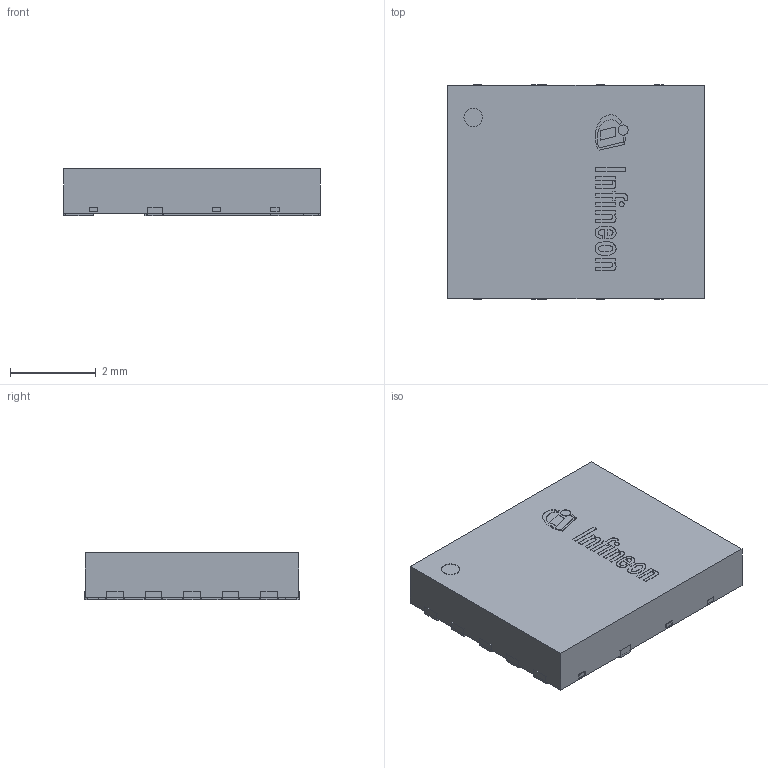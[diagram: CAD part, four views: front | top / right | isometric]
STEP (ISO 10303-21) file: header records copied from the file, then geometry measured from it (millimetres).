
FILE_DESCRIPTION(/* description */ (''),/* implementation_level */ '2;1');
FILE_NAME(/* name */ 'PG-TISON-9-1_Z8B00261226_V01_3D.stp',/* time_stamp */ '2025-10-10T17:46:56+05:30',/* author */ ('sivamani'),/* organization */ (''),/* preprocessor_version */ 'ST-DEVELOPER v19.2',/* originating_system */ 'AutoCAD Mechanical',/* authorisation */ '');
FILE_SCHEMA (('AUTOMOTIVE_DESIGN { 1 0 10303 214 3 1 1 }'));
Length unit declared in the file: millimetre
Products named in the file (1): Product
Bounding box: 6 x 5 x 1.11 mm (x, y, z)
Surface area: 125.1 mm2
Topology: 26 solids, 26 shells, 244 faces, 573 edges, 382 vertices
Faces by surface type: plane 220, bspline 18, cylinder 6
Full cylindrical faces by diameter (mm): 0.115 x1, 0.237 x1, 0.43 x2
Entity records: 7117 total; most frequent: CARTESIAN_POINT 1570, ORIENTED_EDGE 1146, DIRECTION 1003, EDGE_CURVE 573, LINE 525, VECTOR 525, VERTEX_POINT 382, EDGE_LOOP 249
